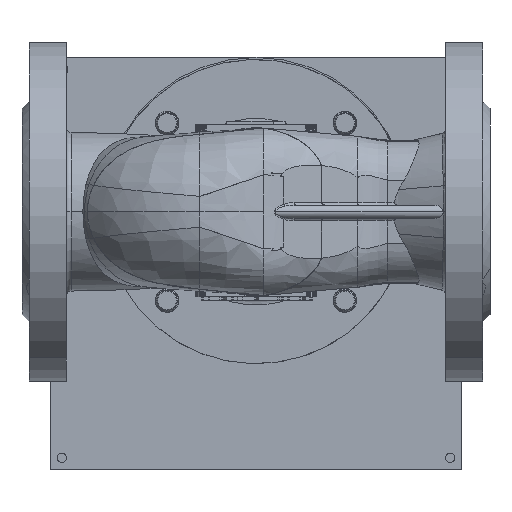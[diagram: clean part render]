
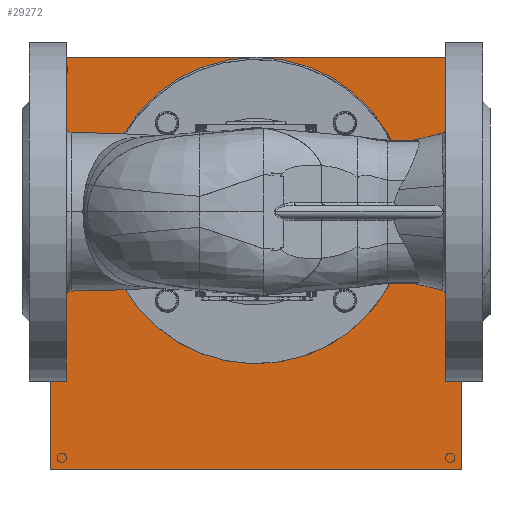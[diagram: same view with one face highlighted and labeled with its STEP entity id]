
A CAD part, front view. The second image highlights one B-rep face of the part: STEP entity #29272.
In plain terms, the highlighted face is planar.
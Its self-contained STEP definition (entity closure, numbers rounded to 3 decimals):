
#680=PLANE('',#30875);
#1806=FACE_OUTER_BOUND('',#3311,.T.);
#3311=EDGE_LOOP('',(#21687,#21688,#21689,#21690));
#7162=LINE('',#155821,#9467);
#7173=LINE('',#155843,#9478);
#7188=LINE('',#155872,#9493);
#7189=LINE('',#155874,#9494);
#9467=VECTOR('',#33629,1.);
#9478=VECTOR('',#33648,1.);
#9493=VECTOR('',#33677,1.);
#9494=VECTOR('',#33680,1.);
#12334=VERTEX_POINT('',#155818);
#12335=VERTEX_POINT('',#155820);
#12341=VERTEX_POINT('',#155840);
#12342=VERTEX_POINT('',#155842);
#15925=EDGE_CURVE('',#12334,#12335,#7162,.T.);
#15936=EDGE_CURVE('',#12341,#12342,#7173,.T.);
#15951=EDGE_CURVE('',#12334,#12342,#7188,.T.);
#15952=EDGE_CURVE('',#12335,#12341,#7189,.T.);
#21687=ORIENTED_EDGE('',*,*,#15925,.F.);
#21688=ORIENTED_EDGE('',*,*,#15951,.T.);
#21689=ORIENTED_EDGE('',*,*,#15936,.F.);
#21690=ORIENTED_EDGE('',*,*,#15952,.F.);
#29272=ADVANCED_FACE('',(#1806),#680,.T.);
#30875=AXIS2_PLACEMENT_3D('',#155873,#33678,#33679);
#33629=DIRECTION('',(-1.,0.,0.));
#33648=DIRECTION('',(1.,0.,0.));
#33677=DIRECTION('',(0.,-1.,0.));
#33678=DIRECTION('center_axis',(0.,0.,-1.));
#33679=DIRECTION('ref_axis',(1.,0.,0.));
#33680=DIRECTION('',(0.,-1.,0.));
#155818=CARTESIAN_POINT('',(460.646,626.527,431.913));
#155820=CARTESIAN_POINT('',(284.646,626.527,431.913));
#155821=CARTESIAN_POINT('',(460.646,626.527,431.913));
#155840=CARTESIAN_POINT('',(284.646,450.527,431.913));
#155842=CARTESIAN_POINT('',(460.646,450.527,431.913));
#155843=CARTESIAN_POINT('',(460.646,450.527,431.913));
#155872=CARTESIAN_POINT('',(460.646,626.527,431.913));
#155873=CARTESIAN_POINT('Origin',(284.646,626.527,431.913));
#155874=CARTESIAN_POINT('',(284.646,626.527,431.913));
